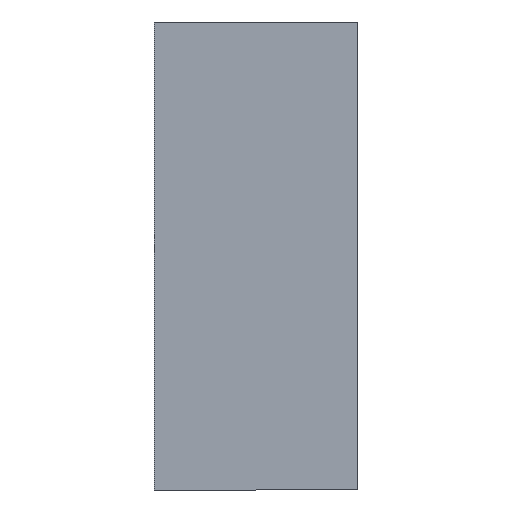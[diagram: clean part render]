
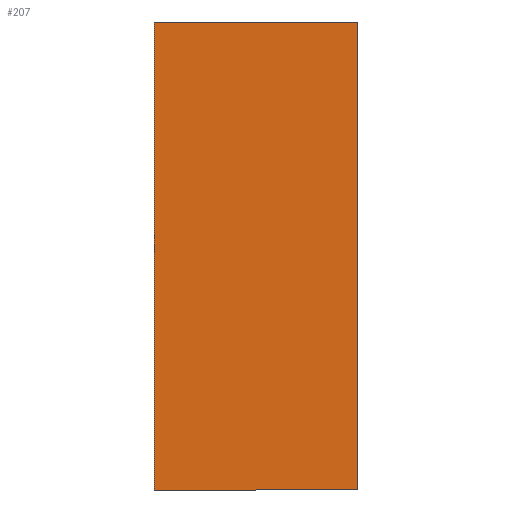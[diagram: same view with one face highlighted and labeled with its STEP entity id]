
A CAD part, front view. The second image highlights one B-rep face of the part: STEP entity #207.
In plain terms, the highlighted planar face has unit normal (0, -1, 0).
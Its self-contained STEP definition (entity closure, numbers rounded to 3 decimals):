
#5 = CARTESIAN_POINT ( 'NONE',  ( -13.81, 0., -31.75 ) ) ;
#21 = EDGE_CURVE ( 'NONE', #87, #249, #144, .T. ) ;
#23 = CARTESIAN_POINT ( 'NONE',  ( 13.81, 0., -31.75 ) ) ;
#27 = ORIENTED_EDGE ( 'NONE', *, *, #153, .F. ) ;
#32 = EDGE_LOOP ( 'NONE', ( #218, #52, #27, #80 ) ) ;
#37 = CARTESIAN_POINT ( 'NONE',  ( -13.81, 0., 31.75 ) ) ;
#52 = ORIENTED_EDGE ( 'NONE', *, *, #192, .F. ) ;
#53 = DIRECTION ( 'NONE',  ( 0., 1., 0. ) ) ;
#59 = LINE ( 'NONE', #128, #269 ) ;
#74 = LINE ( 'NONE', #5, #132 ) ;
#80 = ORIENTED_EDGE ( 'NONE', *, *, #21, .F. ) ;
#83 = CARTESIAN_POINT ( 'NONE',  ( 13.81, 0., 31.75 ) ) ;
#87 = VERTEX_POINT ( 'NONE', #264 ) ;
#90 = DIRECTION ( 'NONE',  ( -1., 0., 0. ) ) ;
#98 = VECTOR ( 'NONE', #171, 1000. ) ;
#101 = CARTESIAN_POINT ( 'NONE',  ( -13.81, 0., -31.75 ) ) ;
#120 = PLANE ( 'NONE',  #129 ) ;
#128 = CARTESIAN_POINT ( 'NONE',  ( -13.81, 0., -31.75 ) ) ;
#129 = AXIS2_PLACEMENT_3D ( 'NONE', #136, #53, #212 ) ;
#132 = VECTOR ( 'NONE', #90, 1000. ) ;
#136 = CARTESIAN_POINT ( 'NONE',  ( 0., 0., 0. ) ) ;
#142 = DIRECTION ( 'NONE',  ( 0., 0., -1. ) ) ;
#144 = LINE ( 'NONE', #37, #98 ) ;
#153 = EDGE_CURVE ( 'NONE', #249, #228, #208, .T. ) ;
#170 = FACE_OUTER_BOUND ( 'NONE', #32, .T. ) ;
#171 = DIRECTION ( 'NONE',  ( 1., 0., 0. ) ) ;
#177 = DIRECTION ( 'NONE',  ( 0., 0., 1. ) ) ;
#191 = CARTESIAN_POINT ( 'NONE',  ( 13.81, 0., -31.75 ) ) ;
#192 = EDGE_CURVE ( 'NONE', #228, #253, #74, .T. ) ;
#207 = ADVANCED_FACE ( 'NONE', ( #170 ), #120, .F. ) ;
#208 = LINE ( 'NONE', #191, #241 ) ;
#212 = DIRECTION ( 'NONE',  ( 0., 0., 1. ) ) ;
#218 = ORIENTED_EDGE ( 'NONE', *, *, #292, .F. ) ;
#228 = VERTEX_POINT ( 'NONE', #23 ) ;
#241 = VECTOR ( 'NONE', #142, 1000. ) ;
#249 = VERTEX_POINT ( 'NONE', #83 ) ;
#253 = VERTEX_POINT ( 'NONE', #101 ) ;
#264 = CARTESIAN_POINT ( 'NONE',  ( -13.81, 0., 31.75 ) ) ;
#269 = VECTOR ( 'NONE', #177, 1000. ) ;
#292 = EDGE_CURVE ( 'NONE', #253, #87, #59, .T. ) ;
